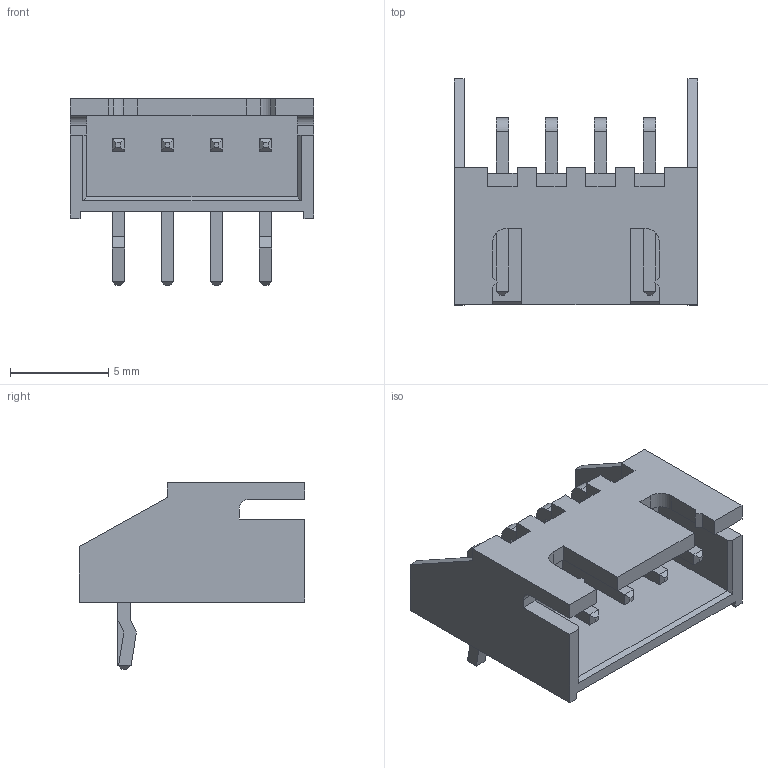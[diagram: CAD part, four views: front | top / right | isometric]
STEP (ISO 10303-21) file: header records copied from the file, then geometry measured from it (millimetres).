
FILE_DESCRIPTION(/* description */ ('model of JST_XH_S04B-XH-A_04x2.50mm_Angled.'),/* implementation_level */ FILE_NAME(/* name */ 'JST_XH_S04B-XH-A_04x2.50mm_Angled..stp',/* time_stamp */ '2017-02-23T14:30:27',/* author */ ('Rene Poeschl',''),/* organization */ (''),/* preprocessor_version */ '',/* originating_system */ '',/* authorisation */ '');
FILE_NAME(/* name */ 'JST_XH_S04B-XH-A_04x2.50mm_Angled..stp',/* time_stamp */ '2017-02-23T14:30:27',/* author */ ('Rene Poeschl',''),/* organization */ (''),/* preprocessor_version */ '',/* originating_system */ '',/* authorisation */ '');
FILE_SCHEMA(('AUTOMOTIVE_DESIGN_CC2 { 1 2 10303 214 -1 1 5 4 }'));
Length unit declared in the file: millimetre
Products named in the file (1): S04B_XH_A
Bounding box: 12.4 x 11.5 x 9.5 mm (x, y, z)
Volume: 278.3 mm3; surface area: 785.8 mm2
Topology: 1 solids, 1 shells, 165 faces, 443 edges, 288 vertices
Faces by surface type: plane 153, cylinder 12
Entity records: 11931 total; most frequent: CARTESIAN_POINT 1995, DIRECTION 1568, LINE 1183, VECTOR 1183, ORIENTED_EDGE 886, PCURVE 886, DEFINITIONAL_REPRESENTATION 886, EDGE_CURVE 443
